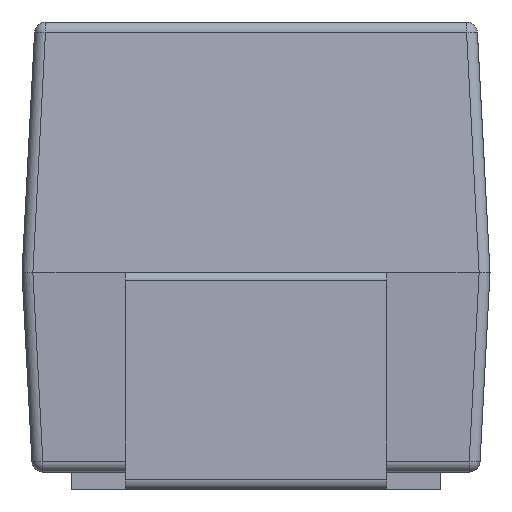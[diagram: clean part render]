
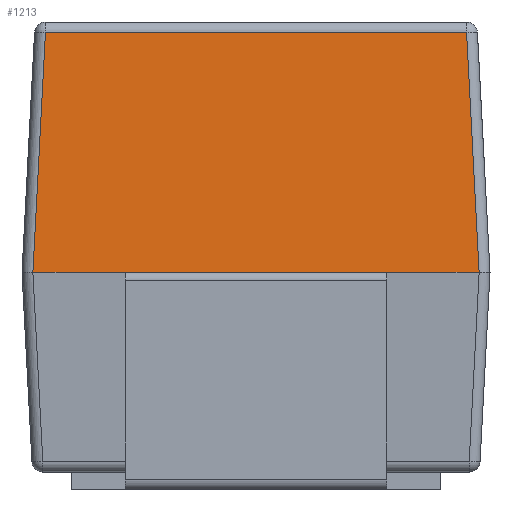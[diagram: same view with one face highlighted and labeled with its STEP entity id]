
A CAD part, left-side view. The second image highlights one B-rep face of the part: STEP entity #1213.
In plain terms, the highlighted planar face has unit normal (-0.999, 0, 0.052).
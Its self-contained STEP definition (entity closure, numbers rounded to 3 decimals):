
#181=FACE_OUTER_BOUND('',#256,.T.);
#256=EDGE_LOOP('',(#1094,#1095,#1096,#1097,#1098,#1099));
#302=LINE('',#1847,#427);
#305=LINE('',#1855,#430);
#309=LINE('',#1861,#434);
#326=LINE('',#1893,#451);
#330=LINE('',#1900,#455);
#379=LINE('',#2017,#504);
#427=VECTOR('',#1505,10.);
#430=VECTOR('',#1514,10.);
#434=VECTOR('',#1522,10.);
#451=VECTOR('',#1557,10.);
#455=VECTOR('',#1561,10.);
#504=VECTOR('',#1674,10.);
#533=VERTEX_POINT('',#1766);
#536=VERTEX_POINT('',#1776);
#554=VERTEX_POINT('',#1834);
#557=VERTEX_POINT('',#1842);
#565=VERTEX_POINT('',#1892);
#568=VERTEX_POINT('',#1898);
#680=EDGE_CURVE('',#536,#554,#302,.T.);
#684=EDGE_CURVE('',#557,#533,#305,.T.);
#688=EDGE_CURVE('',#533,#536,#309,.T.);
#706=EDGE_CURVE('',#565,#554,#326,.T.);
#710=EDGE_CURVE('',#557,#568,#330,.T.);
#767=EDGE_CURVE('',#568,#565,#379,.T.);
#1094=ORIENTED_EDGE('',*,*,#684,.F.);
#1095=ORIENTED_EDGE('',*,*,#710,.T.);
#1096=ORIENTED_EDGE('',*,*,#767,.T.);
#1097=ORIENTED_EDGE('',*,*,#706,.T.);
#1098=ORIENTED_EDGE('',*,*,#680,.F.);
#1099=ORIENTED_EDGE('',*,*,#688,.F.);
#1141=PLANE('',#1339);
#1213=ADVANCED_FACE('',(#181),#1141,.T.);
#1339=AXIS2_PLACEMENT_3D('',#2026,#1689,#1690);
#1505=DIRECTION('',(-0.052,-0.052,-0.997));
#1514=DIRECTION('',(0.052,-0.052,0.997));
#1522=DIRECTION('',(0.,-1.,0.));
#1557=DIRECTION('',(0.,-1.,0.));
#1561=DIRECTION('',(0.,-1.,0.));
#1674=DIRECTION('',(0.,-1.,0.));
#1689=DIRECTION('center_axis',(-0.999,0.,0.052));
#1690=DIRECTION('ref_axis',(0.,-1.,0.));
#1766=CARTESIAN_POINT('',(-3.534,1.935,4.205));
#1776=CARTESIAN_POINT('',(-3.534,-1.935,4.205));
#1834=CARTESIAN_POINT('',(-3.65,-2.05,2.));
#1842=CARTESIAN_POINT('',(-3.65,2.05,2.));
#1847=CARTESIAN_POINT('',(-3.64,-2.04,2.185));
#1855=CARTESIAN_POINT('',(-3.644,2.045,2.107));
#1861=CARTESIAN_POINT('',(-3.534,-1.075,4.205));
#1892=CARTESIAN_POINT('',(-3.65,-1.2,2.));
#1893=CARTESIAN_POINT('',(-3.65,2.15,2.));
#1898=CARTESIAN_POINT('',(-3.65,1.2,2.));
#1900=CARTESIAN_POINT('',(-3.65,2.15,2.));
#2017=CARTESIAN_POINT('',(-3.65,2.15,2.));
#2026=CARTESIAN_POINT('Origin',(-3.65,-2.15,2.));
